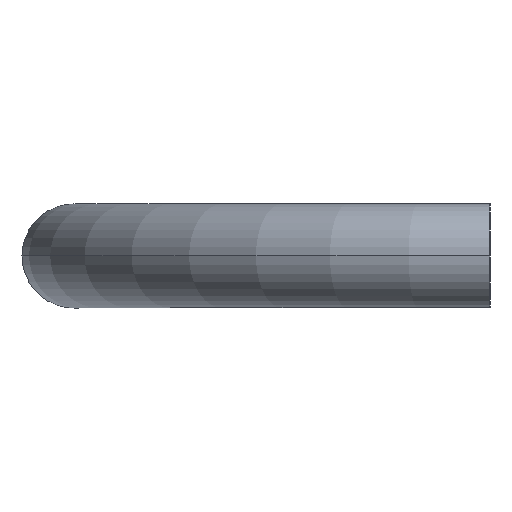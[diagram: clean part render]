
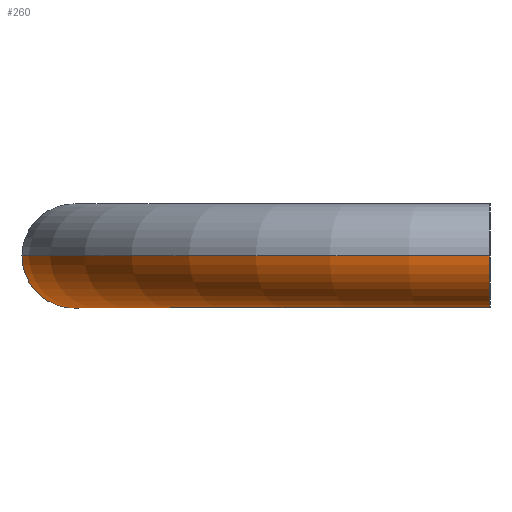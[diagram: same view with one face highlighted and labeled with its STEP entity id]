
A CAD part, left-side view. The second image highlights one B-rep face of the part: STEP entity #260.
In plain terms, the highlighted toroidal (fillet/blend) face has major radius 2 mm and minor radius 0.25 mm.
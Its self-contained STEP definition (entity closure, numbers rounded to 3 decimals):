
#10 = CIRCLE ( 'NONE', #263, 0.25 ) ;
#14 = ORIENTED_EDGE ( 'NONE', *, *, #53, .F. ) ;
#16 = TOROIDAL_SURFACE ( 'NONE', #94, 2., 0.25 ) ;
#20 = CARTESIAN_POINT ( 'NONE',  ( -26., 81.851, 0. ) ) ;
#21 = ORIENTED_EDGE ( 'NONE', *, *, #281, .T. ) ;
#22 = DIRECTION ( 'NONE',  ( 1., 0., 0. ) ) ;
#28 = DIRECTION ( 'NONE',  ( -1., 0., 0. ) ) ;
#30 = CARTESIAN_POINT ( 'NONE',  ( -28., 79.851, 0. ) ) ;
#35 = VERTEX_POINT ( 'NONE', #180 ) ;
#37 = VERTEX_POINT ( 'NONE', #209 ) ;
#42 = VERTEX_POINT ( 'NONE', #235 ) ;
#44 = CARTESIAN_POINT ( 'NONE',  ( -26., 82.101, 0. ) ) ;
#53 = EDGE_CURVE ( 'NONE', #35, #42, #134, .T. ) ;
#60 = EDGE_CURVE ( 'NONE', #37, #114, #93, .T. ) ;
#70 = DIRECTION ( 'NONE',  ( 0., 0., -1. ) ) ;
#74 = DIRECTION ( 'NONE',  ( 0., 1., 0. ) ) ;
#80 = CARTESIAN_POINT ( 'NONE',  ( -26., 79.851, 0. ) ) ;
#87 = AXIS2_PLACEMENT_3D ( 'NONE', #183, #161, #304 ) ;
#93 = CIRCLE ( 'NONE', #87, 2.25 ) ;
#94 = AXIS2_PLACEMENT_3D ( 'NONE', #80, #289, #28 ) ;
#97 = DIRECTION ( 'NONE',  ( -1., 0., 0. ) ) ;
#108 = AXIS2_PLACEMENT_3D ( 'NONE', #140, #319, #125 ) ;
#113 = ORIENTED_EDGE ( 'NONE', *, *, #60, .T. ) ;
#114 = VERTEX_POINT ( 'NONE', #44 ) ;
#116 = EDGE_CURVE ( 'NONE', #42, #148, #133, .T. ) ;
#125 = DIRECTION ( 'NONE',  ( 0., 1., 0. ) ) ;
#133 = CIRCLE ( 'NONE', #206, 0.25 ) ;
#134 = CIRCLE ( 'NONE', #229, 1.75 ) ;
#140 = CARTESIAN_POINT ( 'NONE',  ( -26., 81.851, 0. ) ) ;
#148 = VERTEX_POINT ( 'NONE', #213 ) ;
#161 = DIRECTION ( 'NONE',  ( 0., 0., -1. ) ) ;
#180 = CARTESIAN_POINT ( 'NONE',  ( -27.75, 79.851, 0. ) ) ;
#183 = CARTESIAN_POINT ( 'NONE',  ( -26., 79.851, 0. ) ) ;
#185 = EDGE_CURVE ( 'NONE', #148, #114, #254, .T. ) ;
#205 = ORIENTED_EDGE ( 'NONE', *, *, #185, .F. ) ;
#206 = AXIS2_PLACEMENT_3D ( 'NONE', #20, #22, #279 ) ;
#208 = EDGE_LOOP ( 'NONE', ( #21, #113, #205, #314, #14 ) ) ;
#209 = CARTESIAN_POINT ( 'NONE',  ( -28.25, 79.851, 0. ) ) ;
#211 = FACE_OUTER_BOUND ( 'NONE', #208, .T. ) ;
#213 = CARTESIAN_POINT ( 'NONE',  ( -26., 81.851, -0.25 ) ) ;
#214 = CARTESIAN_POINT ( 'NONE',  ( -26., 79.851, 0. ) ) ;
#229 = AXIS2_PLACEMENT_3D ( 'NONE', #214, #70, #259 ) ;
#235 = CARTESIAN_POINT ( 'NONE',  ( -26., 81.601, 0. ) ) ;
#254 = CIRCLE ( 'NONE', #108, 0.25 ) ;
#259 = DIRECTION ( 'NONE',  ( -1., 0., 0. ) ) ;
#260 = ADVANCED_FACE ( 'NONE', ( #211 ), #16, .T. ) ;
#263 = AXIS2_PLACEMENT_3D ( 'NONE', #30, #74, #97 ) ;
#279 = DIRECTION ( 'NONE',  ( 0., 1., 0. ) ) ;
#281 = EDGE_CURVE ( 'NONE', #35, #37, #10, .T. ) ;
#289 = DIRECTION ( 'NONE',  ( 0., 0., -1. ) ) ;
#304 = DIRECTION ( 'NONE',  ( -1., 0., 0. ) ) ;
#314 = ORIENTED_EDGE ( 'NONE', *, *, #116, .F. ) ;
#319 = DIRECTION ( 'NONE',  ( 1., 0., 0. ) ) ;
